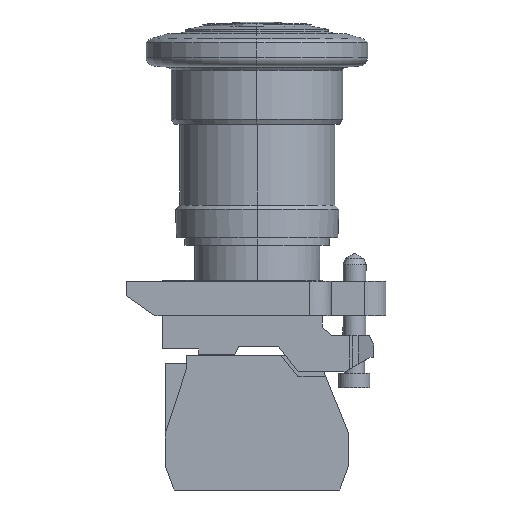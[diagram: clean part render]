
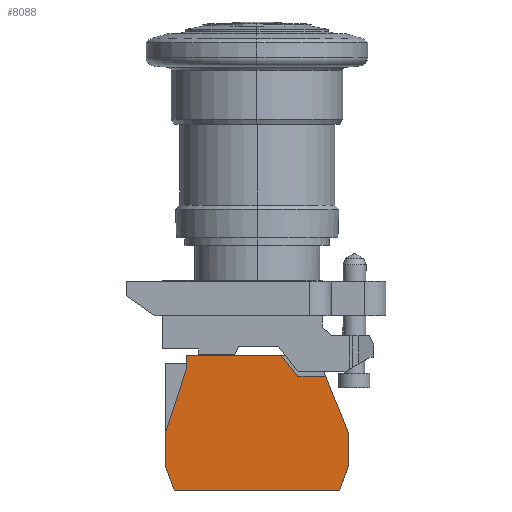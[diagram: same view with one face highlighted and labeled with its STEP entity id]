
A CAD part, left-side view. The second image highlights one B-rep face of the part: STEP entity #8088.
In plain terms, the highlighted planar face has unit normal (-1, 0, 0).
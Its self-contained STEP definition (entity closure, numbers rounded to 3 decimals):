
#7166=DIRECTION('',(0.,0.,1.));
#7167=VECTOR('',#7166,5.866);
#7168=CARTESIAN_POINT('',(0.075,38.584,4.121));
#7169=LINE('',#7168,#7167);
#7238=DIRECTION('',(0.,0.313,-0.95));
#7239=VECTOR('',#7238,11.808);
#7240=CARTESIAN_POINT('',(0.075,34.884,21.2));
#7241=LINE('',#7240,#7239);
#7242=DIRECTION('',(0.,0.,-1.));
#7243=VECTOR('',#7242,2.4);
#7244=CARTESIAN_POINT('',(0.075,34.884,23.6));
#7245=LINE('',#7244,#7243);
#7246=DIRECTION('',(0.,0.616,0.788));
#7247=VECTOR('',#7246,4.822);
#7248=CARTESIAN_POINT('',(0.075,15.415,19.8));
#7249=LINE('',#7248,#7247);
#7250=DIRECTION('',(0.,1.,0.));
#7251=VECTOR('',#7250,4.866);
#7252=CARTESIAN_POINT('',(0.075,10.549,19.8));
#7253=LINE('',#7252,#7251);
#7254=DIRECTION('',(0.,0.375,0.927));
#7255=VECTOR('',#7254,10.584);
#7256=CARTESIAN_POINT('',(0.075,6.584,9.987));
#7257=LINE('',#7256,#7255);
#7258=DIRECTION('',(0.,-0.342,0.94));
#7259=VECTOR('',#7258,4.386);
#7260=CARTESIAN_POINT('',(0.075,8.084,0.));
#7261=LINE('',#7260,#7259);
#7262=DIRECTION('',(0.,-0.342,-0.94));
#7263=VECTOR('',#7262,4.386);
#7264=CARTESIAN_POINT('',(0.075,38.584,4.121));
#7265=LINE('',#7264,#7263);
#7318=DIRECTION('',(0.,-1.,0.));
#7319=VECTOR('',#7318,16.5);
#7320=CARTESIAN_POINT('',(0.075,34.884,23.6));
#7321=LINE('',#7320,#7319);
#7362=DIRECTION('',(0.,0.,-1.));
#7363=VECTOR('',#7362,5.866);
#7364=CARTESIAN_POINT('',(0.075,6.584,9.987));
#7365=LINE('',#7364,#7363);
#7382=DIRECTION('',(0.,1.,0.));
#7383=VECTOR('',#7382,29.);
#7384=CARTESIAN_POINT('',(0.075,8.084,0.));
#7385=LINE('',#7384,#7383);
#7696=CARTESIAN_POINT('',(0.075,34.884,21.2));
#7697=VERTEX_POINT('',#7696);
#7698=CARTESIAN_POINT('',(0.075,34.884,23.6));
#7699=VERTEX_POINT('',#7698);
#7720=CARTESIAN_POINT('',(0.075,38.584,9.987));
#7721=VERTEX_POINT('',#7720);
#7722=CARTESIAN_POINT('',(0.075,38.584,4.121));
#7723=VERTEX_POINT('',#7722);
#7724=CARTESIAN_POINT('',(0.075,37.084,0.));
#7725=VERTEX_POINT('',#7724);
#7726=CARTESIAN_POINT('',(0.075,8.084,0.));
#7727=VERTEX_POINT('',#7726);
#7728=CARTESIAN_POINT('',(0.075,6.584,4.121));
#7729=VERTEX_POINT('',#7728);
#7730=CARTESIAN_POINT('',(0.075,6.584,9.987));
#7731=VERTEX_POINT('',#7730);
#7732=CARTESIAN_POINT('',(0.075,10.549,19.8));
#7733=VERTEX_POINT('',#7732);
#7734=CARTESIAN_POINT('',(0.075,15.415,19.8));
#7735=VERTEX_POINT('',#7734);
#7736=CARTESIAN_POINT('',(0.075,18.384,23.6));
#7737=VERTEX_POINT('',#7736);
#8061=CARTESIAN_POINT('',(0.075,6.584,0.));
#8062=DIRECTION('',(1.,0.,0.));
#8063=DIRECTION('',(0.,1.,0.));
#8064=AXIS2_PLACEMENT_3D('',#8061,#8062,#8063);
#8065=PLANE('',#8064);
#8067=ORIENTED_EDGE('',*,*,#8066,.F.);
#8069=ORIENTED_EDGE('',*,*,#8068,.F.);
#8071=ORIENTED_EDGE('',*,*,#8070,.T.);
#8073=ORIENTED_EDGE('',*,*,#8072,.F.);
#8075=ORIENTED_EDGE('',*,*,#8074,.F.);
#8077=ORIENTED_EDGE('',*,*,#8076,.F.);
#8079=ORIENTED_EDGE('',*,*,#8078,.T.);
#8081=ORIENTED_EDGE('',*,*,#8080,.F.);
#8083=ORIENTED_EDGE('',*,*,#8082,.T.);
#8084=ORIENTED_EDGE('',*,*,#8042,.F.);
#8085=ORIENTED_EDGE('',*,*,#7941,.T.);
#8086=EDGE_LOOP('',(#8067,#8069,#8071,#8073,#8075,#8077,#8079,#8081,#8083,#8084,
#8085));
#8087=FACE_OUTER_BOUND('',#8086,.F.);
#7941=EDGE_CURVE('',#7723,#7721,#7169,.T.);
#8042=EDGE_CURVE('',#7723,#7725,#7265,.T.);
#8066=EDGE_CURVE('',#7697,#7721,#7241,.T.);
#8068=EDGE_CURVE('',#7699,#7697,#7245,.T.);
#8070=EDGE_CURVE('',#7699,#7737,#7321,.T.);
#8072=EDGE_CURVE('',#7735,#7737,#7249,.T.);
#8074=EDGE_CURVE('',#7733,#7735,#7253,.T.);
#8076=EDGE_CURVE('',#7731,#7733,#7257,.T.);
#8078=EDGE_CURVE('',#7731,#7729,#7365,.T.);
#8080=EDGE_CURVE('',#7727,#7729,#7261,.T.);
#8082=EDGE_CURVE('',#7727,#7725,#7385,.T.);
#8088=ADVANCED_FACE('',(#8087),#8065,.F.);
